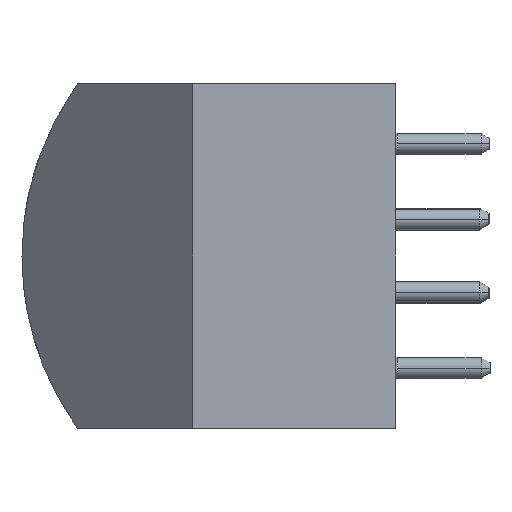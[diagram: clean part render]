
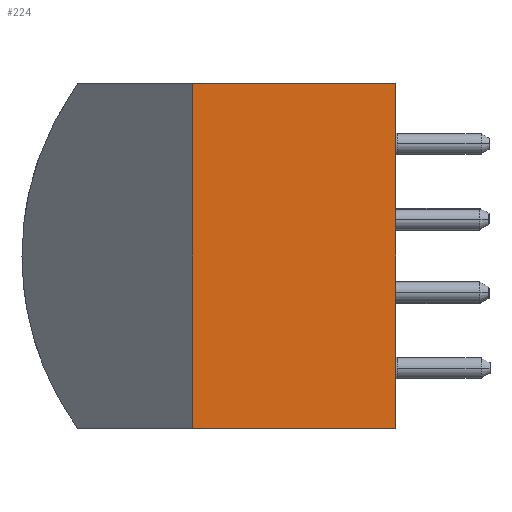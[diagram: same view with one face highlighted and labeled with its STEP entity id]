
A CAD part, left-side view. The second image highlights one B-rep face of the part: STEP entity #224.
In plain terms, the highlighted planar face has unit normal (-1, 0, 0).
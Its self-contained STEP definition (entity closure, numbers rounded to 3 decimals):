
#224=ADVANCED_FACE('',(#448),#449,.T.);
#448=FACE_OUTER_BOUND('',#680,.T.);
#449=PLANE('',#681);
#680=EDGE_LOOP('',(#1204,#1205,#1206,#1207));
#681=AXIS2_PLACEMENT_3D('',#1208,#1209,#1210);
#1204=ORIENTED_EDGE('',*,*,#1481,.T.);
#1205=ORIENTED_EDGE('',*,*,#1482,.T.);
#1206=ORIENTED_EDGE('',*,*,#1483,.T.);
#1207=ORIENTED_EDGE('',*,*,#1484,.T.);
#1208=CARTESIAN_POINT('',(-25.0,-6.7,0.0));
#1209=DIRECTION('',(-1.0,0.,0.0));
#1210=DIRECTION('',(0.,1.0,0.0));
#1481=EDGE_CURVE('',#1775,#1776,#1777,.T.);
#1482=EDGE_CURVE('',#1776,#1778,#1779,.T.);
#1483=EDGE_CURVE('',#1778,#1780,#1781,.T.);
#1484=EDGE_CURVE('',#1780,#1775,#1782,.T.);
#1775=VERTEX_POINT('',#2131);
#1776=VERTEX_POINT('',#2132);
#1777=LINE('',#2133,#2134);
#1778=VERTEX_POINT('',#2135);
#1779=LINE('',#2136,#2137);
#1780=VERTEX_POINT('',#2138);
#1781=LINE('',#2139,#2140);
#1782=LINE('',#2141,#2142);
#2131=CARTESIAN_POINT('',(-25.0,-6.7,5.85));
#2132=CARTESIAN_POINT('',(-25.0,0.2,5.85));
#2133=CARTESIAN_POINT('',(-25.0,0.2,5.85));
#2134=VECTOR('',#2454,10.0);
#2135=CARTESIAN_POINT('',(-25.0,0.2,-5.85));
#2136=CARTESIAN_POINT('',(-25.0,0.2,0.0));
#2137=VECTOR('',#2455,10.0);
#2138=CARTESIAN_POINT('',(-25.0,-6.7,-5.85));
#2139=CARTESIAN_POINT('',(-25.0,0.2,-5.85));
#2140=VECTOR('',#2456,10.0);
#2141=CARTESIAN_POINT('',(-25.0,-6.7,0.0));
#2142=VECTOR('',#2457,10.0);
#2454=DIRECTION('',(0.,1.0,0.0));
#2455=DIRECTION('',(0.0,0.0,-1.0));
#2456=DIRECTION('',(0.,-1.0,0.0));
#2457=DIRECTION('',(0.0,0.0,1.0));
